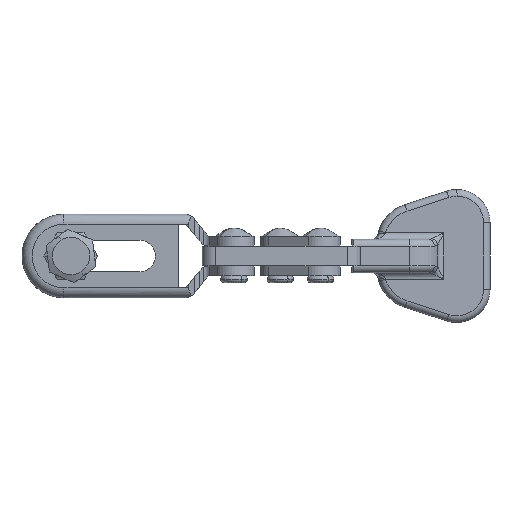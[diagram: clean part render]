
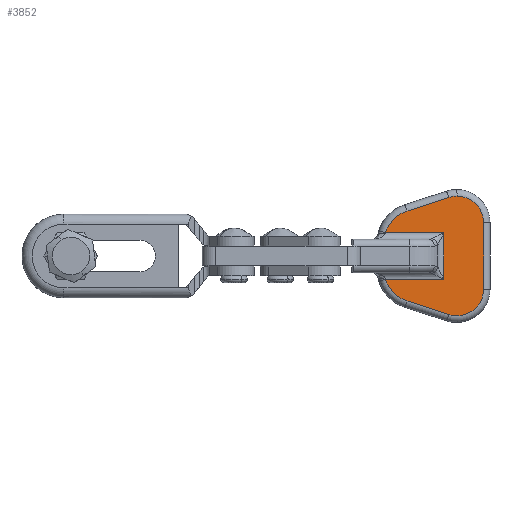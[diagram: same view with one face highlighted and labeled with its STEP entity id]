
A CAD part, front view. The second image highlights one B-rep face of the part: STEP entity #3852.
In plain terms, the highlighted face is planar.
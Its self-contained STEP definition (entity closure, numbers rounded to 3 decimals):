
#66 = CARTESIAN_POINT ( 'NONE',  ( 26.69, 2.2, 9. ) ) ;
#70 = DIRECTION ( 'NONE',  ( 1., 0., 0. ) ) ;
#191 = ORIENTED_EDGE ( 'NONE', *, *, #3805, .T. ) ;
#1284 = CARTESIAN_POINT ( 'NONE',  ( 26.69, 2.2, 5. ) ) ;
#1503 = EDGE_CURVE ( 'NONE', #13086, #20564, #32067, .T. ) ;
#1527 = VECTOR ( 'NONE', #31875, 1000. ) ;
#1731 = DIRECTION ( 'NONE',  ( 0., 0., 1. ) ) ;
#1760 = DIRECTION ( 'NONE',  ( 0., -1., 0. ) ) ;
#2952 = EDGE_CURVE ( 'NONE', #22255, #13086, #8261, .T. ) ;
#3189 = CARTESIAN_POINT ( 'NONE',  ( 15.917, 2.2, -3.5 ) ) ;
#3753 = CARTESIAN_POINT ( 'NONE',  ( 26.69, 2.2, -5. ) ) ;
#3805 = EDGE_CURVE ( 'NONE', #8077, #29961, #21735, .T. ) ;
#3852 = ADVANCED_FACE ( 'NONE', ( #13439 ), #25977, .F. ) ;
#3853 = DIRECTION ( 'NONE',  ( 0., 0., 1. ) ) ;
#4244 = AXIS2_PLACEMENT_3D ( 'NONE', #13415, #31056, #15978 ) ;
#4282 = DIRECTION ( 'NONE',  ( 0., 0., -1. ) ) ;
#5317 = EDGE_CURVE ( 'NONE', #12960, #29591, #25007, .T. ) ;
#5556 = AXIS2_PLACEMENT_3D ( 'NONE', #8289, #28520, #13443 ) ;
#6313 = DIRECTION ( 'NONE',  ( 0., 0., 1. ) ) ;
#6718 = EDGE_CURVE ( 'NONE', #15755, #14059, #31661, .T. ) ;
#7003 = AXIS2_PLACEMENT_3D ( 'NONE', #12153, #29788, #14723 ) ;
#7335 = CARTESIAN_POINT ( 'NONE',  ( 19.153, 2.2, -6.769 ) ) ;
#7422 = EDGE_CURVE ( 'NONE', #29961, #22255, #28880, .T. ) ;
#7453 = CARTESIAN_POINT ( 'NONE',  ( 19.153, 2.2, -6.769 ) ) ;
#8077 = VERTEX_POINT ( 'NONE', #20666 ) ;
#8230 = VECTOR ( 'NONE', #70, 1000. ) ;
#8261 = LINE ( 'NONE', #29323, #1527 ) ;
#8289 = CARTESIAN_POINT ( 'NONE',  ( 20.69, 2.2, -2.011 ) ) ;
#8334 = ORIENTED_EDGE ( 'NONE', *, *, #2952, .T. ) ;
#8746 = CIRCLE ( 'NONE', #31900, 4. ) ;
#9545 = CARTESIAN_POINT ( 'NONE',  ( 25.461, 2.2, 8.806 ) ) ;
#9630 = CARTESIAN_POINT ( 'NONE',  ( 30.69, 2.2, 5. ) ) ;
#10362 = ORIENTED_EDGE ( 'NONE', *, *, #5317, .T. ) ;
#10605 = LINE ( 'NONE', #7453, #30760 ) ;
#11277 = CARTESIAN_POINT ( 'NONE',  ( 24.697, 2.2, -2.5 ) ) ;
#11703 = ORIENTED_EDGE ( 'NONE', *, *, #1503, .T. ) ;
#11794 = VECTOR ( 'NONE', #1731, 1000. ) ;
#12144 = ORIENTED_EDGE ( 'NONE', *, *, #18620, .T. ) ;
#12153 = CARTESIAN_POINT ( 'NONE',  ( 20.69, 2.2, 2.011 ) ) ;
#12899 = ORIENTED_EDGE ( 'NONE', *, *, #7422, .T. ) ;
#12960 = VERTEX_POINT ( 'NONE', #66 ) ;
#13086 = VERTEX_POINT ( 'NONE', #3189 ) ;
#13255 = CIRCLE ( 'NONE', #7003, 5. ) ;
#13415 = CARTESIAN_POINT ( 'NONE',  ( 20.69, 2.2, -2.011 ) ) ;
#13439 = FACE_OUTER_BOUND ( 'NONE', #29565, .T. ) ;
#13443 = DIRECTION ( 'NONE',  ( 0., 0., 1. ) ) ;
#14059 = VERTEX_POINT ( 'NONE', #31038 ) ;
#14557 = CARTESIAN_POINT ( 'NONE',  ( 19.153, 2.2, 6.769 ) ) ;
#14723 = DIRECTION ( 'NONE',  ( 0., 0., 1. ) ) ;
#14793 = VECTOR ( 'NONE', #23964, 1000. ) ;
#15331 = CARTESIAN_POINT ( 'NONE',  ( 23.995, 2.2, 3.5 ) ) ;
#15755 = VERTEX_POINT ( 'NONE', #31335 ) ;
#15978 = DIRECTION ( 'NONE',  ( 0., 0., 1. ) ) ;
#16313 = ORIENTED_EDGE ( 'NONE', *, *, #30033, .T. ) ;
#16335 = ORIENTED_EDGE ( 'NONE', *, *, #26121, .T. ) ;
#17002 = CARTESIAN_POINT ( 'NONE',  ( 26.69, 2.2, 5. ) ) ;
#17172 = EDGE_CURVE ( 'NONE', #25431, #8077, #13255, .T. ) ;
#17603 = DIRECTION ( 'NONE',  ( 0.952, 0., -0.307 ) ) ;
#18620 = EDGE_CURVE ( 'NONE', #29591, #25431, #23074, .T. ) ;
#18987 = VERTEX_POINT ( 'NONE', #9630 ) ;
#19065 = DIRECTION ( 'NONE',  ( 0., -1., 0. ) ) ;
#19068 = CARTESIAN_POINT ( 'NONE',  ( 24.697, 2.2, 3.5 ) ) ;
#19531 = DIRECTION ( 'NONE',  ( 0., 0., 1. ) ) ;
#20564 = VERTEX_POINT ( 'NONE', #7335 ) ;
#20666 = CARTESIAN_POINT ( 'NONE',  ( 15.917, 2.2, 3.5 ) ) ;
#20738 = ORIENTED_EDGE ( 'NONE', *, *, #23564, .T. ) ;
#21484 = DIRECTION ( 'NONE',  ( 0., -1., 0. ) ) ;
#21735 = LINE ( 'NONE', #15331, #8230 ) ;
#22255 = VERTEX_POINT ( 'NONE', #25673 ) ;
#23074 = LINE ( 'NONE', #29016, #14793 ) ;
#23564 = EDGE_CURVE ( 'NONE', #18987, #12960, #8746, .T. ) ;
#23964 = DIRECTION ( 'NONE',  ( -0.952, 0., -0.307 ) ) ;
#24675 = ORIENTED_EDGE ( 'NONE', *, *, #17172, .T. ) ;
#25007 = CIRCLE ( 'NONE', #28438, 4. ) ;
#25431 = VERTEX_POINT ( 'NONE', #14557 ) ;
#25673 = CARTESIAN_POINT ( 'NONE',  ( 24.697, 2.2, -3.5 ) ) ;
#25977 = PLANE ( 'NONE',  #5556 ) ;
#26121 = EDGE_CURVE ( 'NONE', #20564, #15755, #10605, .T. ) ;
#26971 = CARTESIAN_POINT ( 'NONE',  ( 30.69, 2.2, -2.011 ) ) ;
#27292 = VECTOR ( 'NONE', #4282, 1000. ) ;
#28438 = AXIS2_PLACEMENT_3D ( 'NONE', #1284, #19065, #3853 ) ;
#28520 = DIRECTION ( 'NONE',  ( 0., 1., 0. ) ) ;
#28880 = LINE ( 'NONE', #11277, #27292 ) ;
#29016 = CARTESIAN_POINT ( 'NONE',  ( 17.977, 2.2, 6.389 ) ) ;
#29323 = CARTESIAN_POINT ( 'NONE',  ( 14.71, 2.2, -3.5 ) ) ;
#29565 = EDGE_LOOP ( 'NONE', ( #12144, #24675, #191, #12899, #8334, #11703, #16335, #31916, #16313, #20738, #10362 ) ) ;
#29591 = VERTEX_POINT ( 'NONE', #9545 ) ;
#29788 = DIRECTION ( 'NONE',  ( 0., -1., 0. ) ) ;
#29961 = VERTEX_POINT ( 'NONE', #19068 ) ;
#30033 = EDGE_CURVE ( 'NONE', #14059, #18987, #31937, .T. ) ;
#30760 = VECTOR ( 'NONE', #17603, 1000. ) ;
#31038 = CARTESIAN_POINT ( 'NONE',  ( 30.69, 2.2, -5. ) ) ;
#31056 = DIRECTION ( 'NONE',  ( 0., -1., 0. ) ) ;
#31335 = CARTESIAN_POINT ( 'NONE',  ( 25.461, 2.2, -8.806 ) ) ;
#31639 = AXIS2_PLACEMENT_3D ( 'NONE', #3753, #21484, #6313 ) ;
#31661 = CIRCLE ( 'NONE', #31639, 4. ) ;
#31875 = DIRECTION ( 'NONE',  ( -1., 0., 0. ) ) ;
#31900 = AXIS2_PLACEMENT_3D ( 'NONE', #17002, #1760, #19531 ) ;
#31916 = ORIENTED_EDGE ( 'NONE', *, *, #6718, .T. ) ;
#31937 = LINE ( 'NONE', #26971, #11794 ) ;
#32067 = CIRCLE ( 'NONE', #4244, 5. ) ;
